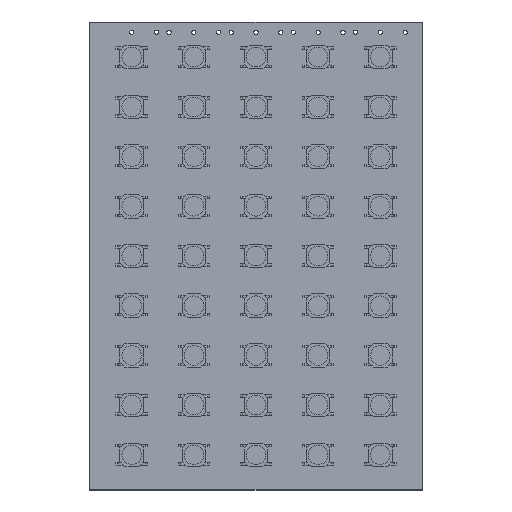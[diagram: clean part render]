
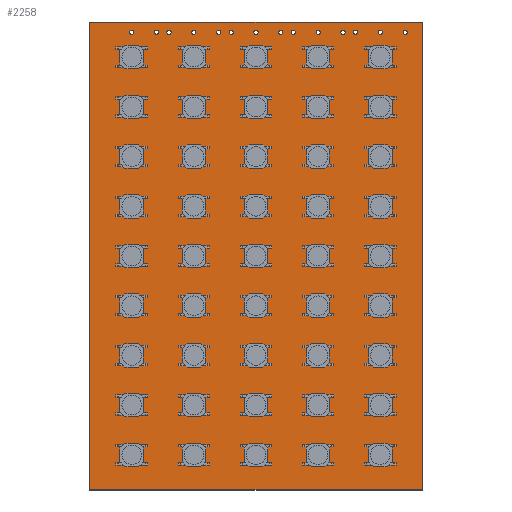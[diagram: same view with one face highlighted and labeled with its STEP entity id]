
A CAD part, top view. The second image highlights one B-rep face of the part: STEP entity #2258.
In plain terms, the highlighted planar face has unit normal (0, 0, 1).
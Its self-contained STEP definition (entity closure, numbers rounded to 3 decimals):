
#1992 = VERTEX_POINT('',#1993);
#1993 = CARTESIAN_POINT('',(34.,-95.66,1.6));
#1999 = EDGE_CURVE('',#1992,#2000,#2002,.T.);
#2000 = VERTEX_POINT('',#2001);
#2001 = CARTESIAN_POINT('',(-34.,-95.66,1.6));
#2002 = LINE('',#2003,#2004);
#2003 = CARTESIAN_POINT('',(34.,-95.66,1.6));
#2004 = VECTOR('',#2005,1.);
#2005 = DIRECTION('',(-1.,0.,0.));
#2032 = VERTEX_POINT('',#2033);
#2033 = CARTESIAN_POINT('',(34.,0.,1.6));
#2039 = EDGE_CURVE('',#2032,#1992,#2040,.T.);
#2040 = LINE('',#2041,#2042);
#2041 = CARTESIAN_POINT('',(34.,0.,1.6));
#2042 = VECTOR('',#2043,1.);
#2043 = DIRECTION('',(0.,-1.,0.));
#2061 = EDGE_CURVE('',#2000,#2062,#2064,.T.);
#2062 = VERTEX_POINT('',#2063);
#2063 = CARTESIAN_POINT('',(-34.,0.,1.6));
#2064 = LINE('',#2065,#2066);
#2065 = CARTESIAN_POINT('',(-34.,-95.66,1.6));
#2066 = VECTOR('',#2067,1.);
#2067 = DIRECTION('',(0.,1.,0.));
#2258 = ADVANCED_FACE('',(#2259,#2270,#2281,#2292,#2303,#2314,#2325,
    #2336,#2347,#2358,#2369,#2380,#2391,#2402,#2413),#2424,.T.);
#2259 = FACE_BOUND('',#2260,.T.);
#2260 = EDGE_LOOP('',(#2261,#2262,#2263,#2269));
#2261 = ORIENTED_EDGE('',*,*,#1999,.F.);
#2262 = ORIENTED_EDGE('',*,*,#2039,.F.);
#2263 = ORIENTED_EDGE('',*,*,#2264,.F.);
#2264 = EDGE_CURVE('',#2062,#2032,#2265,.T.);
#2265 = LINE('',#2266,#2267);
#2266 = CARTESIAN_POINT('',(-34.,0.,1.6));
#2267 = VECTOR('',#2268,1.);
#2268 = DIRECTION('',(1.,0.,0.));
#2269 = ORIENTED_EDGE('',*,*,#2061,.F.);
#2270 = FACE_BOUND('',#2271,.T.);
#2271 = EDGE_LOOP('',(#2272));
#2272 = ORIENTED_EDGE('',*,*,#2273,.T.);
#2273 = EDGE_CURVE('',#2274,#2274,#2276,.T.);
#2274 = VERTEX_POINT('',#2275);
#2275 = CARTESIAN_POINT('',(-25.4,-2.535,1.6));
#2276 = CIRCLE('',#2277,0.425);
#2277 = AXIS2_PLACEMENT_3D('',#2278,#2279,#2280);
#2278 = CARTESIAN_POINT('',(-25.4,-2.11,1.6));
#2279 = DIRECTION('',(-0.,0.,-1.));
#2280 = DIRECTION('',(-0.,-1.,0.));
#2281 = FACE_BOUND('',#2282,.T.);
#2282 = EDGE_LOOP('',(#2283));
#2283 = ORIENTED_EDGE('',*,*,#2284,.T.);
#2284 = EDGE_CURVE('',#2285,#2285,#2287,.T.);
#2285 = VERTEX_POINT('',#2286);
#2286 = CARTESIAN_POINT('',(-20.32,-2.535,1.6));
#2287 = CIRCLE('',#2288,0.425);
#2288 = AXIS2_PLACEMENT_3D('',#2289,#2290,#2291);
#2289 = CARTESIAN_POINT('',(-20.32,-2.11,1.6));
#2290 = DIRECTION('',(-0.,0.,-1.));
#2291 = DIRECTION('',(-0.,-1.,0.));
#2292 = FACE_BOUND('',#2293,.T.);
#2293 = EDGE_LOOP('',(#2294));
#2294 = ORIENTED_EDGE('',*,*,#2295,.T.);
#2295 = EDGE_CURVE('',#2296,#2296,#2298,.T.);
#2296 = VERTEX_POINT('',#2297);
#2297 = CARTESIAN_POINT('',(-17.78,-2.535,1.6));
#2298 = CIRCLE('',#2299,0.425);
#2299 = AXIS2_PLACEMENT_3D('',#2300,#2301,#2302);
#2300 = CARTESIAN_POINT('',(-17.78,-2.11,1.6));
#2301 = DIRECTION('',(-0.,0.,-1.));
#2302 = DIRECTION('',(-0.,-1.,0.));
#2303 = FACE_BOUND('',#2304,.T.);
#2304 = EDGE_LOOP('',(#2305));
#2305 = ORIENTED_EDGE('',*,*,#2306,.T.);
#2306 = EDGE_CURVE('',#2307,#2307,#2309,.T.);
#2307 = VERTEX_POINT('',#2308);
#2308 = CARTESIAN_POINT('',(-12.7,-2.535,1.6));
#2309 = CIRCLE('',#2310,0.425);
#2310 = AXIS2_PLACEMENT_3D('',#2311,#2312,#2313);
#2311 = CARTESIAN_POINT('',(-12.7,-2.11,1.6));
#2312 = DIRECTION('',(-0.,0.,-1.));
#2313 = DIRECTION('',(-0.,-1.,0.));
#2314 = FACE_BOUND('',#2315,.T.);
#2315 = EDGE_LOOP('',(#2316));
#2316 = ORIENTED_EDGE('',*,*,#2317,.T.);
#2317 = EDGE_CURVE('',#2318,#2318,#2320,.T.);
#2318 = VERTEX_POINT('',#2319);
#2319 = CARTESIAN_POINT('',(-7.62,-2.535,1.6));
#2320 = CIRCLE('',#2321,0.425);
#2321 = AXIS2_PLACEMENT_3D('',#2322,#2323,#2324);
#2322 = CARTESIAN_POINT('',(-7.62,-2.11,1.6));
#2323 = DIRECTION('',(-0.,0.,-1.));
#2324 = DIRECTION('',(-0.,-1.,0.));
#2325 = FACE_BOUND('',#2326,.T.);
#2326 = EDGE_LOOP('',(#2327));
#2327 = ORIENTED_EDGE('',*,*,#2328,.T.);
#2328 = EDGE_CURVE('',#2329,#2329,#2331,.T.);
#2329 = VERTEX_POINT('',#2330);
#2330 = CARTESIAN_POINT('',(-5.08,-2.535,1.6));
#2331 = CIRCLE('',#2332,0.425);
#2332 = AXIS2_PLACEMENT_3D('',#2333,#2334,#2335);
#2333 = CARTESIAN_POINT('',(-5.08,-2.11,1.6));
#2334 = DIRECTION('',(-0.,0.,-1.));
#2335 = DIRECTION('',(-0.,-1.,0.));
#2336 = FACE_BOUND('',#2337,.T.);
#2337 = EDGE_LOOP('',(#2338));
#2338 = ORIENTED_EDGE('',*,*,#2339,.T.);
#2339 = EDGE_CURVE('',#2340,#2340,#2342,.T.);
#2340 = VERTEX_POINT('',#2341);
#2341 = CARTESIAN_POINT('',(0.,-2.535,1.6));
#2342 = CIRCLE('',#2343,0.425);
#2343 = AXIS2_PLACEMENT_3D('',#2344,#2345,#2346);
#2344 = CARTESIAN_POINT('',(0.,-2.11,1.6));
#2345 = DIRECTION('',(-0.,0.,-1.));
#2346 = DIRECTION('',(0.,-1.,-0.));
#2347 = FACE_BOUND('',#2348,.T.);
#2348 = EDGE_LOOP('',(#2349));
#2349 = ORIENTED_EDGE('',*,*,#2350,.T.);
#2350 = EDGE_CURVE('',#2351,#2351,#2353,.T.);
#2351 = VERTEX_POINT('',#2352);
#2352 = CARTESIAN_POINT('',(5.08,-2.535,1.6));
#2353 = CIRCLE('',#2354,0.425);
#2354 = AXIS2_PLACEMENT_3D('',#2355,#2356,#2357);
#2355 = CARTESIAN_POINT('',(5.08,-2.11,1.6));
#2356 = DIRECTION('',(-0.,0.,-1.));
#2357 = DIRECTION('',(-0.,-1.,0.));
#2358 = FACE_BOUND('',#2359,.T.);
#2359 = EDGE_LOOP('',(#2360));
#2360 = ORIENTED_EDGE('',*,*,#2361,.T.);
#2361 = EDGE_CURVE('',#2362,#2362,#2364,.T.);
#2362 = VERTEX_POINT('',#2363);
#2363 = CARTESIAN_POINT('',(7.62,-2.535,1.6));
#2364 = CIRCLE('',#2365,0.425);
#2365 = AXIS2_PLACEMENT_3D('',#2366,#2367,#2368);
#2366 = CARTESIAN_POINT('',(7.62,-2.11,1.6));
#2367 = DIRECTION('',(-0.,0.,-1.));
#2368 = DIRECTION('',(-0.,-1.,0.));
#2369 = FACE_BOUND('',#2370,.T.);
#2370 = EDGE_LOOP('',(#2371));
#2371 = ORIENTED_EDGE('',*,*,#2372,.T.);
#2372 = EDGE_CURVE('',#2373,#2373,#2375,.T.);
#2373 = VERTEX_POINT('',#2374);
#2374 = CARTESIAN_POINT('',(12.7,-2.535,1.6));
#2375 = CIRCLE('',#2376,0.425);
#2376 = AXIS2_PLACEMENT_3D('',#2377,#2378,#2379);
#2377 = CARTESIAN_POINT('',(12.7,-2.11,1.6));
#2378 = DIRECTION('',(-0.,0.,-1.));
#2379 = DIRECTION('',(-0.,-1.,0.));
#2380 = FACE_BOUND('',#2381,.T.);
#2381 = EDGE_LOOP('',(#2382));
#2382 = ORIENTED_EDGE('',*,*,#2383,.T.);
#2383 = EDGE_CURVE('',#2384,#2384,#2386,.T.);
#2384 = VERTEX_POINT('',#2385);
#2385 = CARTESIAN_POINT('',(17.78,-2.535,1.6));
#2386 = CIRCLE('',#2387,0.425);
#2387 = AXIS2_PLACEMENT_3D('',#2388,#2389,#2390);
#2388 = CARTESIAN_POINT('',(17.78,-2.11,1.6));
#2389 = DIRECTION('',(-0.,0.,-1.));
#2390 = DIRECTION('',(-0.,-1.,0.));
#2391 = FACE_BOUND('',#2392,.T.);
#2392 = EDGE_LOOP('',(#2393));
#2393 = ORIENTED_EDGE('',*,*,#2394,.T.);
#2394 = EDGE_CURVE('',#2395,#2395,#2397,.T.);
#2395 = VERTEX_POINT('',#2396);
#2396 = CARTESIAN_POINT('',(20.32,-2.535,1.6));
#2397 = CIRCLE('',#2398,0.425);
#2398 = AXIS2_PLACEMENT_3D('',#2399,#2400,#2401);
#2399 = CARTESIAN_POINT('',(20.32,-2.11,1.6));
#2400 = DIRECTION('',(-0.,0.,-1.));
#2401 = DIRECTION('',(-0.,-1.,0.));
#2402 = FACE_BOUND('',#2403,.T.);
#2403 = EDGE_LOOP('',(#2404));
#2404 = ORIENTED_EDGE('',*,*,#2405,.T.);
#2405 = EDGE_CURVE('',#2406,#2406,#2408,.T.);
#2406 = VERTEX_POINT('',#2407);
#2407 = CARTESIAN_POINT('',(25.4,-2.535,1.6));
#2408 = CIRCLE('',#2409,0.425);
#2409 = AXIS2_PLACEMENT_3D('',#2410,#2411,#2412);
#2410 = CARTESIAN_POINT('',(25.4,-2.11,1.6));
#2411 = DIRECTION('',(-0.,0.,-1.));
#2412 = DIRECTION('',(-0.,-1.,0.));
#2413 = FACE_BOUND('',#2414,.T.);
#2414 = EDGE_LOOP('',(#2415));
#2415 = ORIENTED_EDGE('',*,*,#2416,.T.);
#2416 = EDGE_CURVE('',#2417,#2417,#2419,.T.);
#2417 = VERTEX_POINT('',#2418);
#2418 = CARTESIAN_POINT('',(30.48,-2.535,1.6));
#2419 = CIRCLE('',#2420,0.425);
#2420 = AXIS2_PLACEMENT_3D('',#2421,#2422,#2423);
#2421 = CARTESIAN_POINT('',(30.48,-2.11,1.6));
#2422 = DIRECTION('',(-0.,0.,-1.));
#2423 = DIRECTION('',(-0.,-1.,0.));
#2424 = PLANE('',#2425);
#2425 = AXIS2_PLACEMENT_3D('',#2426,#2427,#2428);
#2426 = CARTESIAN_POINT('',(0.,0.,1.6));
#2427 = DIRECTION('',(0.,0.,1.));
#2428 = DIRECTION('',(1.,0.,-0.));
